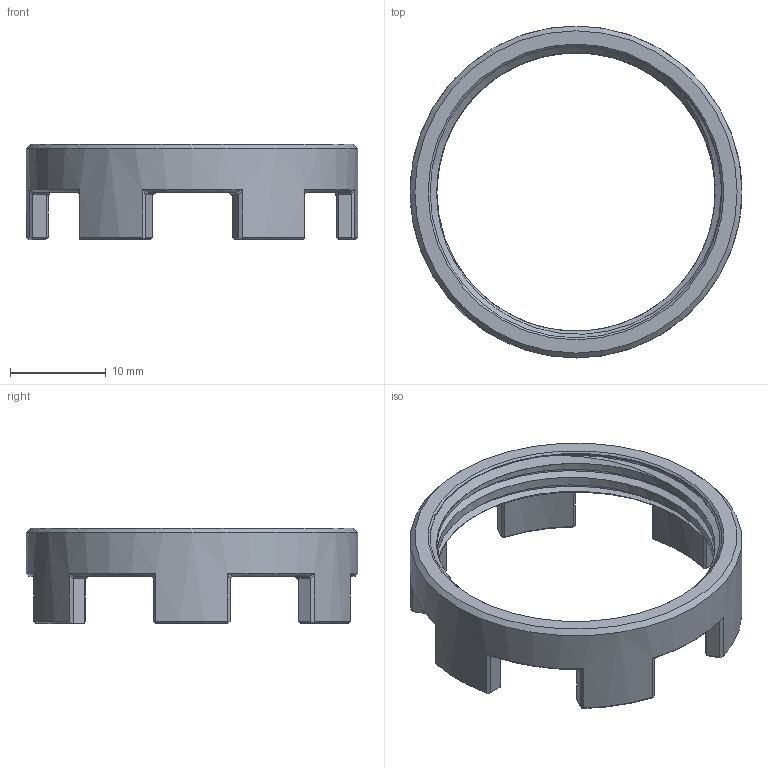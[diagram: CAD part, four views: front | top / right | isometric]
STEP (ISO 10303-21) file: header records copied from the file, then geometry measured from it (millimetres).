
FILE_DESCRIPTION(/* description */ ('','CAx-IF Rec.Pracs.---Representation and Presentation of Product Manufacturing Information (PMI)---4.0---2014-10-13'),/* implementation_level */ '2;1');
FILE_NAME(/* name */ 'OSBMX v2 - 30mm - Nut.step',/* time_stamp */ '2025-02-23T10:19:38-05:00',/* author */ (''),/* organization */ (''),/* preprocessor_version */ 'ST-DEVELOPER v20',/* originating_system */ 'Autodesk Translation Framework v13.20.0.188',/* authorisation */ '');
FILE_SCHEMA (('AP242_MANAGED_MODEL_BASED_3D_ENGINEERING_MIM_LF { 1 0 10303 442 1 1 4 }'));
Length unit declared in the file: millimetre
Products named in the file (1): cherry mx v28
Bounding box: 34.68 x 34.68 x 10 mm (x, y, z)
Volume: 1688 mm3; surface area: 2149.1 mm2
Topology: 1 solids, 1 shells, 130 faces, 314 edges, 186 vertices
Faces by surface type: plane 91, cone 22, cylinder 15, bspline 2
Full cylindrical faces by diameter (mm): 29.07 x1, 30.418 x2, 30.5 x1, 34.68 x1
Entity records: 4621 total; most frequent: CARTESIAN_POINT 1725, ORIENTED_EDGE 628, DIRECTION 566, EDGE_CURVE 314, AXIS2_PLACEMENT_3D 196, VERTEX_POINT 186, LINE 174, VECTOR 174
